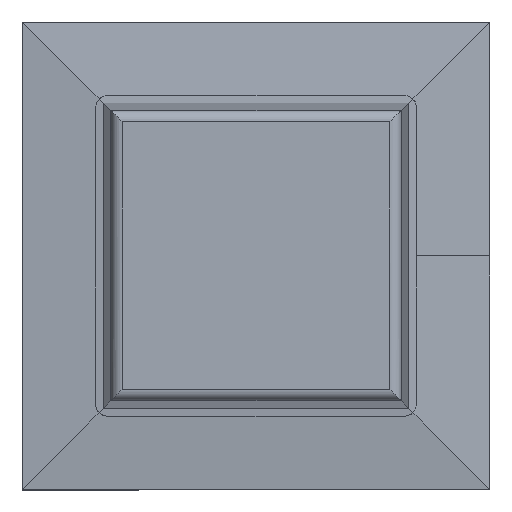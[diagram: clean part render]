
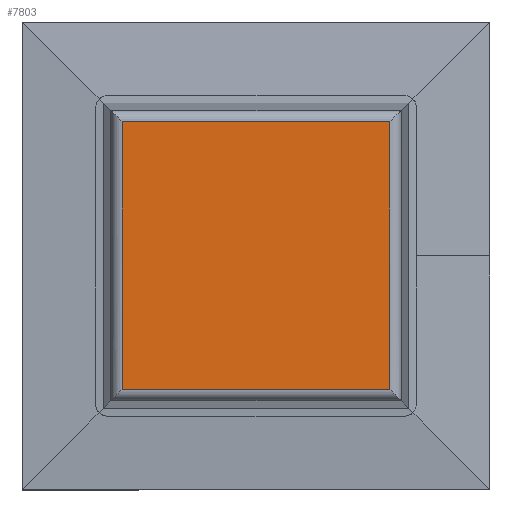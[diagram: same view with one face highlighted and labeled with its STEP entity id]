
A CAD part, top view. The second image highlights one B-rep face of the part: STEP entity #7803.
In plain terms, the highlighted face is planar.
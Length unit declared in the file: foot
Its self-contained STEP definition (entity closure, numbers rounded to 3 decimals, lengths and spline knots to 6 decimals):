
#116 = ORIENTED_EDGE ( 'NONE', *, *, #2319, .T. ) ;
#207 = CARTESIAN_POINT ( 'NONE',  ( 0.016921, 0.024958, 0.015686 ) ) ;
#283 = ORIENTED_EDGE ( 'NONE', *, *, #3934, .T. ) ;
#471 = DIRECTION ( 'NONE',  ( 0., 0., 1. ) ) ;
#667 = CARTESIAN_POINT ( 'NONE',  ( -0.015686, 0.024958, 0.016921 ) ) ;
#668 = LINE ( 'NONE', #667, #5404 ) ;
#1080 = LINE ( 'NONE', #207, #7764 ) ;
#2106 = EDGE_CURVE ( 'NONE', #5260, #7062, #2477, .T. ) ;
#2222 = DIRECTION ( 'NONE',  ( 0., 0., 1. ) ) ;
#2263 = PLANE ( 'NONE',  #8229 ) ;
#2319 = EDGE_CURVE ( 'NONE', #4268, #5260, #1080, .T. ) ;
#2365 = DIRECTION ( 'NONE',  ( 0., 1., 0. ) ) ;
#2415 = CARTESIAN_POINT ( 'NONE',  ( 0., 0.024958, 0. ) ) ;
#2428 = CARTESIAN_POINT ( 'NONE',  ( -0.015686, 0.024958, 0.015686 ) ) ;
#2477 = LINE ( 'NONE', #3806, #5527 ) ;
#3038 = FACE_OUTER_BOUND ( 'NONE', #6781, .T. ) ;
#3046 = ORIENTED_EDGE ( 'NONE', *, *, #2106, .T. ) ;
#3635 = CARTESIAN_POINT ( 'NONE',  ( 0.015686, 0.024958, -0.015686 ) ) ;
#3772 = VECTOR ( 'NONE', #4794, 3.28084 ) ;
#3806 = CARTESIAN_POINT ( 'NONE',  ( 0.015686, 0.024958, -0.016921 ) ) ;
#3934 = EDGE_CURVE ( 'NONE', #7249, #4268, #668, .T. ) ;
#4030 = DIRECTION ( 'NONE',  ( 0., 0., -1. ) ) ;
#4170 = EDGE_CURVE ( 'NONE', #7062, #7249, #5496, .T. ) ;
#4268 = VERTEX_POINT ( 'NONE', #2428 ) ;
#4451 = CARTESIAN_POINT ( 'NONE',  ( 0.015686, 0.024958, 0.015686 ) ) ;
#4794 = DIRECTION ( 'NONE',  ( -1., 0., 0. ) ) ;
#5260 = VERTEX_POINT ( 'NONE', #4451 ) ;
#5404 = VECTOR ( 'NONE', #471, 3.28084 ) ;
#5496 = LINE ( 'NONE', #5551, #3772 ) ;
#5527 = VECTOR ( 'NONE', #4030, 3.28084 ) ;
#5551 = CARTESIAN_POINT ( 'NONE',  ( -0.016921, 0.024958, -0.015686 ) ) ;
#6570 = DIRECTION ( 'NONE',  ( 1., 0., 0. ) ) ;
#6781 = EDGE_LOOP ( 'NONE', ( #7708, #283, #116, #3046 ) ) ;
#7062 = VERTEX_POINT ( 'NONE', #3635 ) ;
#7249 = VERTEX_POINT ( 'NONE', #7379 ) ;
#7379 = CARTESIAN_POINT ( 'NONE',  ( -0.015686, 0.024958, -0.015686 ) ) ;
#7708 = ORIENTED_EDGE ( 'NONE', *, *, #4170, .T. ) ;
#7764 = VECTOR ( 'NONE', #6570, 3.28084 ) ;
#7803 = ADVANCED_FACE ( 'NONE', ( #3038 ), #2263, .T. ) ;
#8229 = AXIS2_PLACEMENT_3D ( 'NONE', #2415, #2365, #2222 ) ;
